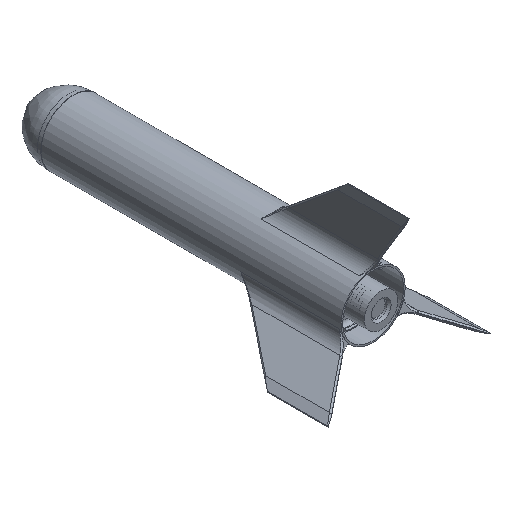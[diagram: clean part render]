
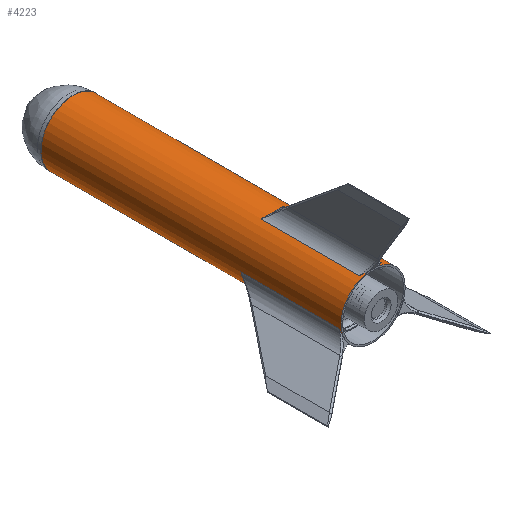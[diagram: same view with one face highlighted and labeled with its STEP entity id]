
A CAD part, isometric view. The second image highlights one B-rep face of the part: STEP entity #4223.
In plain terms, the highlighted cylindrical face has radius 40.1 mm (diameter 80.2 mm), a full revolution.
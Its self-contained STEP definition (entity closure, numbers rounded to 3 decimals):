
#368=LINE('',#6250,#611);
#611=VECTOR('',#5042,40.1);
#854=CYLINDRICAL_SURFACE('',#4545,40.1);
#970=FACE_OUTER_BOUND('',#1224,.T.);
#1224=EDGE_LOOP('',(#2821,#2822,#2823,#2824));
#1492=CIRCLE('',#4541,40.1);
#1495=CIRCLE('',#4546,40.1);
#1714=VERTEX_POINT('',#6239);
#1717=VERTEX_POINT('',#6248);
#2146=EDGE_CURVE('',#1714,#1714,#1492,.T.);
#2150=EDGE_CURVE('',#1717,#1717,#1495,.T.);
#2151=EDGE_CURVE('',#1717,#1714,#368,.T.);
#2821=ORIENTED_EDGE('',*,*,#2150,.F.);
#2822=ORIENTED_EDGE('',*,*,#2151,.T.);
#2823=ORIENTED_EDGE('',*,*,#2146,.F.);
#2824=ORIENTED_EDGE('',*,*,#2151,.F.);
#4223=ADVANCED_FACE('',(#970),#854,.T.);
#4541=AXIS2_PLACEMENT_3D('',#6240,#5029,#5030);
#4545=AXIS2_PLACEMENT_3D('',#6247,#5038,#5039);
#4546=AXIS2_PLACEMENT_3D('',#6249,#5040,#5041);
#5029=DIRECTION('center_axis',(0.,-1.,0.));
#5030=DIRECTION('ref_axis',(1.,0.,0.));
#5038=DIRECTION('center_axis',(0.,1.,0.));
#5039=DIRECTION('ref_axis',(1.,0.,0.));
#5040=DIRECTION('center_axis',(0.,1.,0.));
#5041=DIRECTION('ref_axis',(1.,0.,0.));
#5042=DIRECTION('',(0.,-1.,0.));
#6239=CARTESIAN_POINT('',(-40.1,-187.5,0.));
#6240=CARTESIAN_POINT('Origin',(0.,-187.5,0.));
#6247=CARTESIAN_POINT('Origin',(0.,0.,0.));
#6248=CARTESIAN_POINT('',(-40.1,187.5,0.));
#6249=CARTESIAN_POINT('Origin',(0.,187.5,0.));
#6250=CARTESIAN_POINT('',(-40.1,0.,0.));
